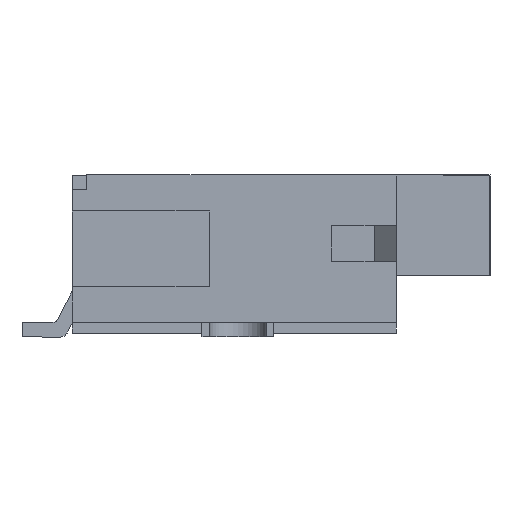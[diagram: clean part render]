
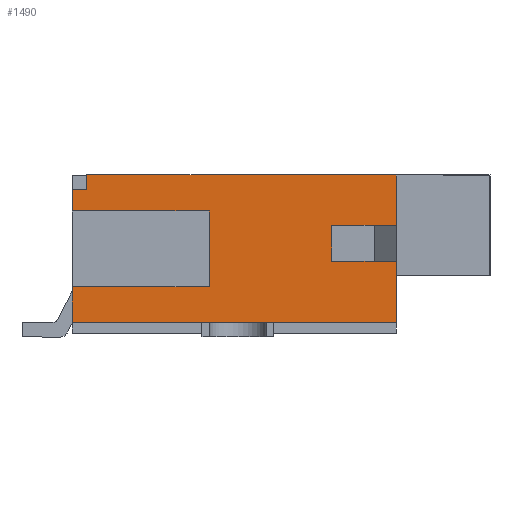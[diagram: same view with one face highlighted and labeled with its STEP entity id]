
A CAD part, left-side view. The second image highlights one B-rep face of the part: STEP entity #1490.
In plain terms, the highlighted planar face has unit normal (-1, 0, 0).
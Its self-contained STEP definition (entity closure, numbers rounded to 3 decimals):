
#1490 = ADVANCED_FACE( '', ( #2946 ), #2947, .T. );
#2946 = FACE_OUTER_BOUND( '', #4499, .T. );
#2947 = PLANE( '', #4500 );
#4499 = EDGE_LOOP( '', ( #8720, #8721, #8722, #8723, #8724, #8725, #8726, #8727, #8728, #8729, #8730, #8731, #8732, #8733 ) );
#4500 = AXIS2_PLACEMENT_3D( '', #8734, #8735, #8736 );
#8720 = ORIENTED_EDGE( '', *, *, #12408, .T. );
#8721 = ORIENTED_EDGE( '', *, *, #12834, .T. );
#8722 = ORIENTED_EDGE( '', *, *, #12164, .T. );
#8723 = ORIENTED_EDGE( '', *, *, #12835, .F. );
#8724 = ORIENTED_EDGE( '', *, *, #11102, .T. );
#8725 = ORIENTED_EDGE( '', *, *, #10960, .T. );
#8726 = ORIENTED_EDGE( '', *, *, #12161, .T. );
#8727 = ORIENTED_EDGE( '', *, *, #12836, .F. );
#8728 = ORIENTED_EDGE( '', *, *, #12837, .T. );
#8729 = ORIENTED_EDGE( '', *, *, #12838, .T. );
#8730 = ORIENTED_EDGE( '', *, *, #11409, .T. );
#8731 = ORIENTED_EDGE( '', *, *, #11756, .T. );
#8732 = ORIENTED_EDGE( '', *, *, #12839, .T. );
#8733 = ORIENTED_EDGE( '', *, *, #11710, .T. );
#8734 = CARTESIAN_POINT( '', ( -10.3, 0., 0. ) );
#8735 = DIRECTION( '', ( -1., 0., 0. ) );
#8736 = DIRECTION( '', ( 0., 0., 1. ) );
#10960 = EDGE_CURVE( '', #13342, #13339, #13343, .T. );
#11102 = EDGE_CURVE( '', #13600, #13342, #13603, .T. );
#11409 = EDGE_CURVE( '', #14164, #14162, #14165, .T. );
#11710 = EDGE_CURVE( '', #14662, #14660, #14663, .T. );
#11756 = EDGE_CURVE( '', #14162, #14735, #14737, .T. );
#12161 = EDGE_CURVE( '', #13339, #15407, #15409, .T. );
#12164 = EDGE_CURVE( '', #15238, #15412, #15414, .T. );
#12408 = EDGE_CURVE( '', #14660, #15759, #15761, .T. );
#12834 = EDGE_CURVE( '', #15759, #15238, #16346, .T. );
#12835 = EDGE_CURVE( '', #13600, #15412, #16347, .T. );
#12836 = EDGE_CURVE( '', #16348, #15407, #16349, .T. );
#12837 = EDGE_CURVE( '', #16348, #16350, #16351, .T. );
#12838 = EDGE_CURVE( '', #16350, #14164, #16352, .T. );
#12839 = EDGE_CURVE( '', #14735, #14662, #16353, .T. );
#13339 = VERTEX_POINT( '', #16915 );
#13342 = VERTEX_POINT( '', #16919 );
#13343 = LINE( '', #16920, #16921 );
#13600 = VERTEX_POINT( '', #17284 );
#13603 = LINE( '', #17289, #17290 );
#14162 = VERTEX_POINT( '', #18104 );
#14164 = VERTEX_POINT( '', #18107 );
#14165 = LINE( '', #18108, #18109 );
#14660 = VERTEX_POINT( '', #18825 );
#14662 = VERTEX_POINT( '', #18828 );
#14663 = LINE( '', #18829, #18830 );
#14735 = VERTEX_POINT( '', #18933 );
#14737 = LINE( '', #18936, #18937 );
#15238 = VERTEX_POINT( '', #19688 );
#15407 = VERTEX_POINT( '', #19959 );
#15409 = LINE( '', #19962, #19963 );
#15412 = VERTEX_POINT( '', #19967 );
#15414 = LINE( '', #19970, #19971 );
#15759 = VERTEX_POINT( '', #20489 );
#15761 = LINE( '', #20492, #20493 );
#16346 = LINE( '', #21348, #21349 );
#16347 = LINE( '', #21350, #21351 );
#16348 = VERTEX_POINT( '', #21352 );
#16349 = LINE( '', #21353, #21354 );
#16350 = VERTEX_POINT( '', #21355 );
#16351 = LINE( '', #21356, #21357 );
#16352 = LINE( '', #21358, #21359 );
#16353 = LINE( '', #21360, #21361 );
#16915 = CARTESIAN_POINT( '', ( -10.3, 2.25, -0.45 ) );
#16919 = CARTESIAN_POINT( '', ( -10.3, 0.35, -0.45 ) );
#16920 = CARTESIAN_POINT( '', ( -10.3, 0.35, -0.45 ) );
#16921 = VECTOR( '', #22097, 1000. );
#17284 = CARTESIAN_POINT( '', ( -10.3, 0.35, 0.6 ) );
#17289 = CARTESIAN_POINT( '', ( -10.3, 0.35, 0.6 ) );
#17290 = VECTOR( '', #22242, 1000. );
#18104 = CARTESIAN_POINT( '', ( -10.3, -1.35, 0.4 ) );
#18107 = CARTESIAN_POINT( '', ( -10.3, -1.35, -0.1 ) );
#18108 = CARTESIAN_POINT( '', ( -10.3, -1.35, -0.1 ) );
#18109 = VECTOR( '', #22568, 1000. );
#18825 = CARTESIAN_POINT( '', ( -10.3, 2.05, 1.1 ) );
#18828 = CARTESIAN_POINT( '', ( -10.3, -2.25, 1.1 ) );
#18829 = CARTESIAN_POINT( '', ( -10.3, -2.25, 1.1 ) );
#18830 = VECTOR( '', #22842, 1000. );
#18933 = CARTESIAN_POINT( '', ( -10.3, -2.25, 0.4 ) );
#18936 = CARTESIAN_POINT( '', ( -10.3, -1.35, 0.4 ) );
#18937 = VECTOR( '', #22887, 1000. );
#19688 = CARTESIAN_POINT( '', ( -10.3, 2.25, 0.9 ) );
#19959 = CARTESIAN_POINT( '', ( -10.3, 2.25, -0.95 ) );
#19962 = CARTESIAN_POINT( '', ( -10.3, 2.25, 1.1 ) );
#19963 = VECTOR( '', #23268, 1000. );
#19967 = CARTESIAN_POINT( '', ( -10.3, 2.25, 0.6 ) );
#19970 = CARTESIAN_POINT( '', ( -10.3, 2.25, 1.1 ) );
#19971 = VECTOR( '', #23271, 1000. );
#20489 = CARTESIAN_POINT( '', ( -10.3, 2.05, 0.9 ) );
#20492 = CARTESIAN_POINT( '', ( -10.3, 2.05, 0. ) );
#20493 = VECTOR( '', #23506, 1000. );
#21348 = CARTESIAN_POINT( '', ( -10.3, 0., 0.9 ) );
#21349 = VECTOR( '', #24035, 1000. );
#21350 = CARTESIAN_POINT( '', ( -10.3, 0.35, 0.6 ) );
#21351 = VECTOR( '', #24036, 1000. );
#21352 = CARTESIAN_POINT( '', ( -10.3, -2.25, -0.95 ) );
#21353 = CARTESIAN_POINT( '', ( -10.3, -2.25, -0.95 ) );
#21354 = VECTOR( '', #24037, 1000. );
#21355 = CARTESIAN_POINT( '', ( -10.3, -2.25, -0.1 ) );
#21356 = CARTESIAN_POINT( '', ( -10.3, -2.25, -1.1 ) );
#21357 = VECTOR( '', #24038, 1000. );
#21358 = CARTESIAN_POINT( '', ( -10.3, -2.25, -0.1 ) );
#21359 = VECTOR( '', #24039, 1000. );
#21360 = CARTESIAN_POINT( '', ( -10.3, -2.25, -1.1 ) );
#21361 = VECTOR( '', #24040, 1000. );
#22097 = DIRECTION( '', ( 0., 1., 0. ) );
#22242 = DIRECTION( '', ( 0., 0., -1. ) );
#22568 = DIRECTION( '', ( 0., 0., 1. ) );
#22842 = DIRECTION( '', ( 0., 1., 0. ) );
#22887 = DIRECTION( '', ( 0., -1., 0. ) );
#23268 = DIRECTION( '', ( 0., 0., -1. ) );
#23271 = DIRECTION( '', ( 0., 0., -1. ) );
#23506 = DIRECTION( '', ( 0., 0., -1. ) );
#24035 = DIRECTION( '', ( 0., 1., 0. ) );
#24036 = DIRECTION( '', ( 0., 1., 0. ) );
#24037 = DIRECTION( '', ( 0., 1., 0. ) );
#24038 = DIRECTION( '', ( 0., 0., 1. ) );
#24039 = DIRECTION( '', ( 0., 1., 0. ) );
#24040 = DIRECTION( '', ( 0., 0., 1. ) );
